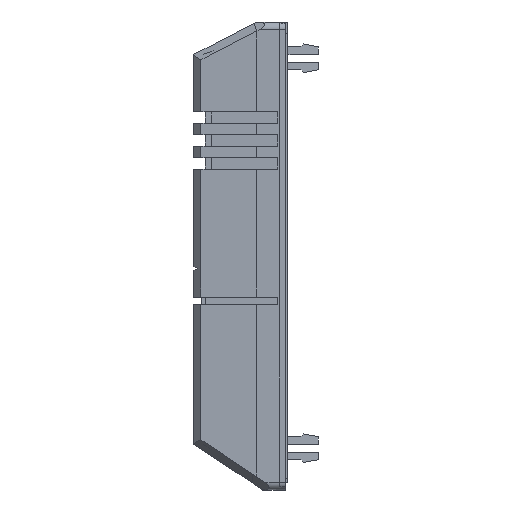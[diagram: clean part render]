
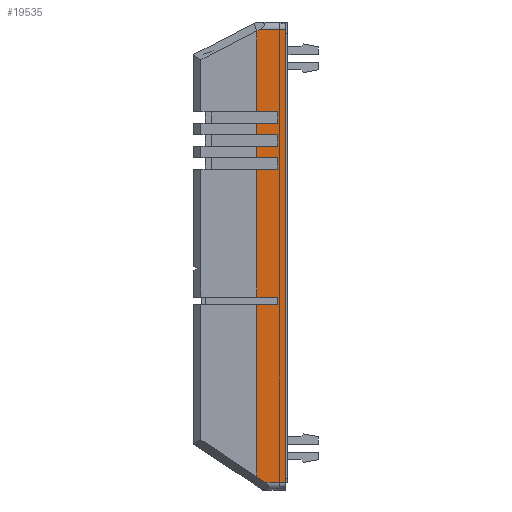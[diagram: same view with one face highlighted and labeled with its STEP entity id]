
A CAD part, left-side view. The second image highlights one B-rep face of the part: STEP entity #19535.
In plain terms, the highlighted planar face has unit normal (-0.997, 0.079, 0).
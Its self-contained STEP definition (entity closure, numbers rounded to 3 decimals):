
#1256=FACE_OUTER_BOUND('',#2355,.T.);
#2355=EDGE_LOOP('',(#14340,#14341,#14342,#14343,#14344,#14345,#14346,#14347,
#14348,#14349,#14350,#14351,#14352,#14353,#14354,#14355,#14356,#14357,#14358,
#14359,#14360,#14361,#14362));
#3537=LINE('',#26145,#5851);
#3940=LINE('',#27831,#6254);
#3966=LINE('',#27892,#6280);
#3974=LINE('',#27913,#6288);
#3975=LINE('',#27917,#6289);
#3976=LINE('',#27919,#6290);
#3977=LINE('',#27921,#6291);
#3978=LINE('',#27923,#6292);
#3979=LINE('',#27925,#6293);
#3980=LINE('',#27927,#6294);
#3981=LINE('',#27929,#6295);
#3982=LINE('',#27931,#6296);
#3983=LINE('',#27933,#6297);
#3984=LINE('',#27935,#6298);
#3985=LINE('',#27937,#6299);
#3986=LINE('',#27939,#6300);
#3987=LINE('',#27941,#6301);
#3988=LINE('',#27942,#6302);
#3989=LINE('',#27944,#6303);
#3990=LINE('',#27946,#6304);
#3991=LINE('',#27948,#6305);
#3992=LINE('',#27950,#6306);
#3993=LINE('',#27951,#6307);
#5851=VECTOR('',#21862,1000.);
#6254=VECTOR('',#22689,1000.);
#6280=VECTOR('',#22737,10.);
#6288=VECTOR('',#22757,10.);
#6289=VECTOR('',#22762,1000.);
#6290=VECTOR('',#22763,1000.);
#6291=VECTOR('',#22764,1000.);
#6292=VECTOR('',#22765,1000.);
#6293=VECTOR('',#22766,1000.);
#6294=VECTOR('',#22767,1000.);
#6295=VECTOR('',#22768,1000.);
#6296=VECTOR('',#22769,1000.);
#6297=VECTOR('',#22770,1000.);
#6298=VECTOR('',#22771,1000.);
#6299=VECTOR('',#22772,1000.);
#6300=VECTOR('',#22773,1000.);
#6301=VECTOR('',#22774,1000.);
#6302=VECTOR('',#22775,1000.);
#6303=VECTOR('',#22776,1000.);
#6304=VECTOR('',#22777,1000.);
#6305=VECTOR('',#22778,1000.);
#6306=VECTOR('',#22779,1000.);
#6307=VECTOR('',#22780,1000.);
#8073=VERTEX_POINT('',#26142);
#8074=VERTEX_POINT('',#26144);
#8561=VERTEX_POINT('',#27828);
#8562=VERTEX_POINT('',#27830);
#8586=VERTEX_POINT('',#27890);
#8593=VERTEX_POINT('',#27912);
#8594=VERTEX_POINT('',#27916);
#8595=VERTEX_POINT('',#27918);
#8596=VERTEX_POINT('',#27920);
#8597=VERTEX_POINT('',#27922);
#8598=VERTEX_POINT('',#27924);
#8599=VERTEX_POINT('',#27926);
#8600=VERTEX_POINT('',#27928);
#8601=VERTEX_POINT('',#27930);
#8602=VERTEX_POINT('',#27932);
#8603=VERTEX_POINT('',#27934);
#8604=VERTEX_POINT('',#27936);
#8605=VERTEX_POINT('',#27938);
#8606=VERTEX_POINT('',#27940);
#8607=VERTEX_POINT('',#27943);
#8608=VERTEX_POINT('',#27945);
#8609=VERTEX_POINT('',#27947);
#8610=VERTEX_POINT('',#27949);
#10118=EDGE_CURVE('',#8073,#8074,#3537,.T.);
#10735=EDGE_CURVE('',#8561,#8562,#3940,.T.);
#10767=EDGE_CURVE('',#8586,#8561,#3966,.T.);
#10778=EDGE_CURVE('',#8562,#8593,#3974,.T.);
#10780=EDGE_CURVE('',#8586,#8594,#3975,.T.);
#10781=EDGE_CURVE('',#8594,#8595,#3976,.T.);
#10782=EDGE_CURVE('',#8596,#8595,#3977,.T.);
#10783=EDGE_CURVE('',#8597,#8596,#3978,.T.);
#10784=EDGE_CURVE('',#8598,#8597,#3979,.T.);
#10785=EDGE_CURVE('',#8598,#8599,#3980,.T.);
#10786=EDGE_CURVE('',#8600,#8599,#3981,.T.);
#10787=EDGE_CURVE('',#8601,#8600,#3982,.T.);
#10788=EDGE_CURVE('',#8602,#8601,#3983,.T.);
#10789=EDGE_CURVE('',#8602,#8603,#3984,.T.);
#10790=EDGE_CURVE('',#8604,#8603,#3985,.T.);
#10791=EDGE_CURVE('',#8605,#8604,#3986,.T.);
#10792=EDGE_CURVE('',#8606,#8605,#3987,.T.);
#10793=EDGE_CURVE('',#8606,#8074,#3988,.T.);
#10794=EDGE_CURVE('',#8607,#8073,#3989,.T.);
#10795=EDGE_CURVE('',#8608,#8607,#3990,.T.);
#10796=EDGE_CURVE('',#8608,#8609,#3991,.T.);
#10797=EDGE_CURVE('',#8609,#8610,#3992,.F.);
#10798=EDGE_CURVE('',#8610,#8593,#3993,.T.);
#14340=ORIENTED_EDGE('',*,*,#10767,.F.);
#14341=ORIENTED_EDGE('',*,*,#10780,.T.);
#14342=ORIENTED_EDGE('',*,*,#10781,.T.);
#14343=ORIENTED_EDGE('',*,*,#10782,.F.);
#14344=ORIENTED_EDGE('',*,*,#10783,.F.);
#14345=ORIENTED_EDGE('',*,*,#10784,.F.);
#14346=ORIENTED_EDGE('',*,*,#10785,.T.);
#14347=ORIENTED_EDGE('',*,*,#10786,.F.);
#14348=ORIENTED_EDGE('',*,*,#10787,.F.);
#14349=ORIENTED_EDGE('',*,*,#10788,.F.);
#14350=ORIENTED_EDGE('',*,*,#10789,.T.);
#14351=ORIENTED_EDGE('',*,*,#10790,.F.);
#14352=ORIENTED_EDGE('',*,*,#10791,.F.);
#14353=ORIENTED_EDGE('',*,*,#10792,.F.);
#14354=ORIENTED_EDGE('',*,*,#10793,.T.);
#14355=ORIENTED_EDGE('',*,*,#10118,.F.);
#14356=ORIENTED_EDGE('',*,*,#10794,.F.);
#14357=ORIENTED_EDGE('',*,*,#10795,.F.);
#14358=ORIENTED_EDGE('',*,*,#10796,.T.);
#14359=ORIENTED_EDGE('',*,*,#10797,.T.);
#14360=ORIENTED_EDGE('',*,*,#10798,.T.);
#14361=ORIENTED_EDGE('',*,*,#10778,.F.);
#14362=ORIENTED_EDGE('',*,*,#10735,.F.);
#18736=PLANE('',#20711);
#19535=ADVANCED_FACE('',(#1256),#18736,.F.);
#20711=AXIS2_PLACEMENT_3D('',#27915,#22760,#22761);
#21862=DIRECTION('',(0.078,0.997,0.));
#22689=DIRECTION('',(0.,0.,-1.));
#22737=DIRECTION('',(-0.078,-0.997,0.));
#22757=DIRECTION('',(0.078,0.997,0.));
#22760=DIRECTION('center_axis',(0.997,-0.078,0.));
#22761=DIRECTION('ref_axis',(0.,0.,-1.));
#22762=DIRECTION('',(0.07,0.887,-0.457));
#22763=DIRECTION('',(0.,0.,-1.));
#22764=DIRECTION('',(0.078,0.997,0.));
#22765=DIRECTION('',(0.,0.,1.));
#22766=DIRECTION('',(-0.078,-0.997,0.));
#22767=DIRECTION('',(0.,0.,-1.));
#22768=DIRECTION('',(0.078,0.997,0.));
#22769=DIRECTION('',(0.,0.,1.));
#22770=DIRECTION('',(-0.078,-0.997,0.));
#22771=DIRECTION('',(0.,0.,-1.));
#22772=DIRECTION('',(0.078,0.997,0.));
#22773=DIRECTION('',(0.,0.,1.));
#22774=DIRECTION('',(-0.078,-0.997,0.));
#22775=DIRECTION('',(0.,0.,-1.));
#22776=DIRECTION('',(0.,0.,1.));
#22777=DIRECTION('',(-0.078,-0.997,0.));
#22778=DIRECTION('',(0.,0.,-1.));
#22779=DIRECTION('',(-0.065,-0.83,-0.553));
#22780=DIRECTION('',(-0.065,-0.83,-0.554));
#26142=CARTESIAN_POINT('',(-0.261,-22.008,59.908));
#26144=CARTESIAN_POINT('',(0.172,-16.5,59.908));
#26145=CARTESIAN_POINT('',(0.526,-12.004,59.908));
#27828=CARTESIAN_POINT('',(-0.418,-24.,129.908));
#27830=CARTESIAN_POINT('',(-0.418,-24.,11.408));
#27831=CARTESIAN_POINT('',(-0.418,-24.,131.908));
#27890=CARTESIAN_POINT('',(0.121,-17.148,129.908));
#27892=CARTESIAN_POINT('',(1.99,6.595,129.908));
#27912=CARTESIAN_POINT('',(0.007,-18.602,11.408));
#27913=CARTESIAN_POINT('',(0.815,-8.325,11.408));
#27915=CARTESIAN_POINT('Origin',(0.172,-16.5,131.908));
#27916=CARTESIAN_POINT('',(0.172,-16.5,129.575));
#27917=CARTESIAN_POINT('',(0.098,-17.445,130.062));
#27918=CARTESIAN_POINT('',(0.172,-16.5,108.408));
#27919=CARTESIAN_POINT('',(0.172,-16.5,131.908));
#27920=CARTESIAN_POINT('',(-0.261,-22.008,108.408));
#27921=CARTESIAN_POINT('',(0.487,-12.504,108.408));
#27922=CARTESIAN_POINT('',(-0.261,-22.008,105.408));
#27923=CARTESIAN_POINT('',(-0.261,-22.008,106.908));
#27924=CARTESIAN_POINT('',(0.172,-16.5,105.408));
#27925=CARTESIAN_POINT('',(0.487,-12.504,105.408));
#27926=CARTESIAN_POINT('',(0.172,-16.5,102.408));
#27927=CARTESIAN_POINT('',(0.172,-16.5,131.908));
#27928=CARTESIAN_POINT('',(-0.261,-22.008,102.408));
#27929=CARTESIAN_POINT('',(0.487,-12.504,102.408));
#27930=CARTESIAN_POINT('',(-0.261,-22.008,99.408));
#27931=CARTESIAN_POINT('',(-0.261,-22.008,100.908));
#27932=CARTESIAN_POINT('',(0.172,-16.5,99.408));
#27933=CARTESIAN_POINT('',(0.487,-12.504,99.408));
#27934=CARTESIAN_POINT('',(0.172,-16.5,96.408));
#27935=CARTESIAN_POINT('',(0.172,-16.5,131.908));
#27936=CARTESIAN_POINT('',(-0.261,-22.008,96.408));
#27937=CARTESIAN_POINT('',(0.487,-12.504,96.408));
#27938=CARTESIAN_POINT('',(-0.261,-22.008,93.408));
#27939=CARTESIAN_POINT('',(-0.261,-22.008,94.908));
#27940=CARTESIAN_POINT('',(0.172,-16.5,93.408));
#27941=CARTESIAN_POINT('',(0.487,-12.504,93.408));
#27942=CARTESIAN_POINT('',(0.172,-16.5,131.908));
#27943=CARTESIAN_POINT('',(-0.261,-22.008,57.908));
#27944=CARTESIAN_POINT('',(-0.261,-22.008,58.908));
#27945=CARTESIAN_POINT('',(0.172,-16.5,57.908));
#27946=CARTESIAN_POINT('',(0.526,-12.004,57.908));
#27947=CARTESIAN_POINT('',(0.172,-16.5,12.81));
#27948=CARTESIAN_POINT('',(0.172,-16.5,131.908));
#27949=CARTESIAN_POINT('',(0.263,-15.348,13.577));
#27950=CARTESIAN_POINT('',(4.48,38.232,49.295));
#27951=CARTESIAN_POINT('',(4.48,38.234,49.299));
